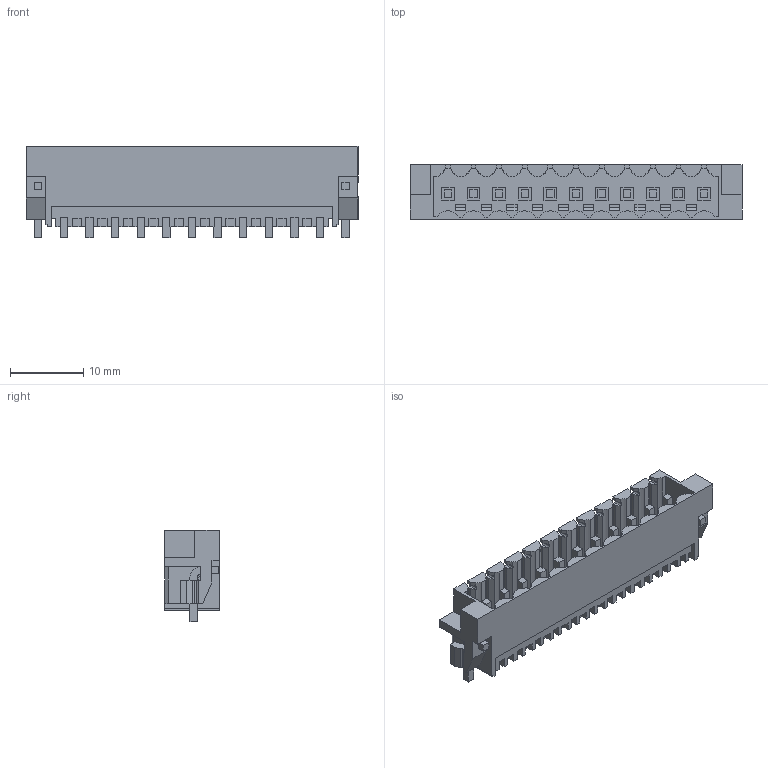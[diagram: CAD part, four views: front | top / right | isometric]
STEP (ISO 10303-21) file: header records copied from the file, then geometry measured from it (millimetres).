
FILE_DESCRIPTION(('CATIA V5 STEP Exchange','CAx-IF Rec.Pracs.--- Model Styling and Organization---1.2---2011-12-15'),'2;1');
FILE_NAME ('D1450766_0_1291400000_1291400000.stp','2018-03-20T09:33:10+00:00',('none'),('Weidmueller'),'CATIA Version 5-6 Release 2014','CATIA V5 STEP AP214','none');
FILE_SCHEMA(('AUTOMOTIVE_DESIGN { 1 0 10303 214 1 1 1 1 }'));
Length unit declared in the file: millimetre
Products named in the file (1): 1291400000
Bounding box: 45.35 x 7.45 x 12.55 mm (x, y, z)
Volume: 1476.8 mm3; surface area: 4051 mm2
Topology: 14 solids, 14 shells, 908 faces, 2680 edges, 1819 vertices
Faces by surface type: plane 823, cylinder 85
Entity records: 28821 total; most frequent: ORIENTED_EDGE 5360, CARTESIAN_POINT 5307, DIRECTION 3632, EDGE_CURVE 2680, VECTOR 2466, LINE 2466, VERTEX_POINT 1819, EDGE_LOOP 953
